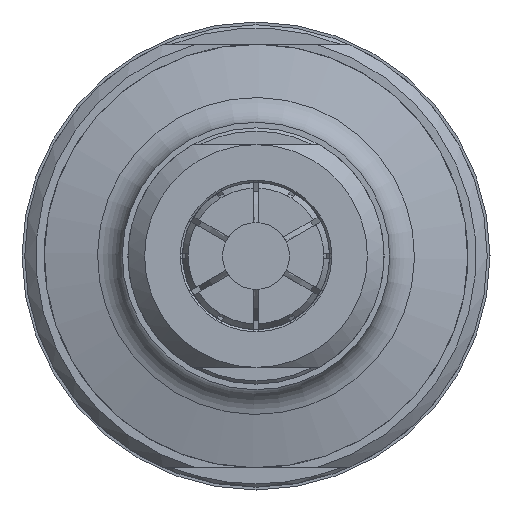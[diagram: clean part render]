
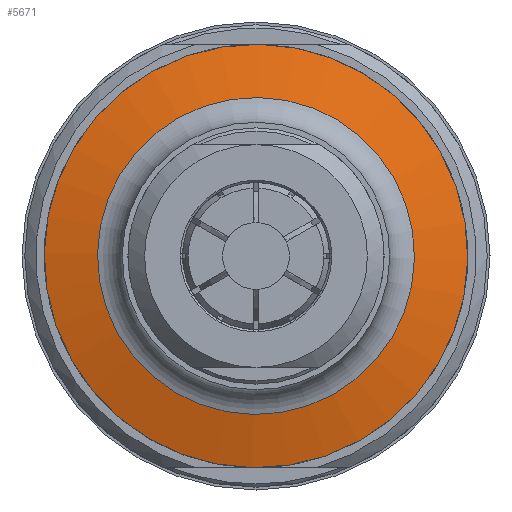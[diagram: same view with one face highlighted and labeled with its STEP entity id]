
A CAD part, left-side view. The second image highlights one B-rep face of the part: STEP entity #5671.
In plain terms, the highlighted conical face has half-angle 75 degrees and reference radius 16.612 mm.
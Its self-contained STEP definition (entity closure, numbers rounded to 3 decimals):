
#182=CONICAL_SURFACE('',#6044,16.612,1.309);
#732=FACE_OUTER_BOUND('',#1029,.T.);
#1029=EDGE_LOOP('',(#4068,#4069,#4070,#4071,#4072,#4073,#4074));
#1351=CIRCLE('',#6042,19.);
#1352=CIRCLE('',#6043,19.);
#1353=CIRCLE('',#6045,14.224);
#1354=CIRCLE('',#6046,14.224);
#1355=CIRCLE('',#6047,14.224);
#1679=LINE('',#8399,#2073);
#2073=VECTOR('',#6774,16.612);
#2505=VERTEX_POINT('',#8392);
#2506=VERTEX_POINT('',#8394);
#2507=VERTEX_POINT('',#8398);
#2508=VERTEX_POINT('',#8400);
#2509=VERTEX_POINT('',#8402);
#3102=EDGE_CURVE('',#2505,#2506,#1351,.T.);
#3103=EDGE_CURVE('',#2506,#2505,#1352,.T.);
#3104=EDGE_CURVE('',#2505,#2507,#1679,.T.);
#3105=EDGE_CURVE('',#2507,#2508,#1353,.T.);
#3106=EDGE_CURVE('',#2508,#2509,#1354,.T.);
#3107=EDGE_CURVE('',#2509,#2507,#1355,.T.);
#4068=ORIENTED_EDGE('',*,*,#3103,.F.);
#4069=ORIENTED_EDGE('',*,*,#3102,.F.);
#4070=ORIENTED_EDGE('',*,*,#3104,.T.);
#4071=ORIENTED_EDGE('',*,*,#3105,.T.);
#4072=ORIENTED_EDGE('',*,*,#3106,.T.);
#4073=ORIENTED_EDGE('',*,*,#3107,.T.);
#4074=ORIENTED_EDGE('',*,*,#3104,.F.);
#5671=ADVANCED_FACE('',(#732),#182,.T.);
#6042=AXIS2_PLACEMENT_3D('',#8395,#6768,#6769);
#6043=AXIS2_PLACEMENT_3D('',#8396,#6770,#6771);
#6044=AXIS2_PLACEMENT_3D('',#8397,#6772,#6773);
#6045=AXIS2_PLACEMENT_3D('',#8401,#6775,#6776);
#6046=AXIS2_PLACEMENT_3D('',#8403,#6777,#6778);
#6047=AXIS2_PLACEMENT_3D('',#8404,#6779,#6780);
#6768=DIRECTION('center_axis',(1.,0.,0.));
#6769=DIRECTION('ref_axis',(0.,-0.328,-0.945));
#6770=DIRECTION('center_axis',(1.,0.,0.));
#6771=DIRECTION('ref_axis',(0.,-0.328,-0.945));
#6772=DIRECTION('center_axis',(1.,0.,0.));
#6773=DIRECTION('ref_axis',(0.,-0.328,-0.945));
#6774=DIRECTION('',(-0.259,-0.317,-0.913));
#6775=DIRECTION('center_axis',(1.,0.,0.));
#6776=DIRECTION('ref_axis',(0.,-0.328,-0.945));
#6777=DIRECTION('center_axis',(1.,0.,0.));
#6778=DIRECTION('ref_axis',(0.,-0.328,-0.945));
#6779=DIRECTION('center_axis',(1.,0.,0.));
#6780=DIRECTION('ref_axis',(0.,-0.328,-0.945));
#8392=CARTESIAN_POINT('',(-88.,6.226,17.951));
#8394=CARTESIAN_POINT('',(-88.,-6.226,-17.951));
#8395=CARTESIAN_POINT('Origin',(-88.,0.,
0.));
#8396=CARTESIAN_POINT('Origin',(-88.,0.,
0.));
#8397=CARTESIAN_POINT('Origin',(-88.64,0.,
0.));
#8398=CARTESIAN_POINT('',(-89.28,4.661,13.438));
#8399=CARTESIAN_POINT('',(-88.64,5.444,15.695));
#8400=CARTESIAN_POINT('',(-89.28,-4.661,-13.438));
#8401=CARTESIAN_POINT('Origin',(-89.28,0.,
0.));
#8402=CARTESIAN_POINT('',(-89.28,13.438,-4.661));
#8403=CARTESIAN_POINT('Origin',(-89.28,0.,
0.));
#8404=CARTESIAN_POINT('Origin',(-89.28,0.,
0.));
